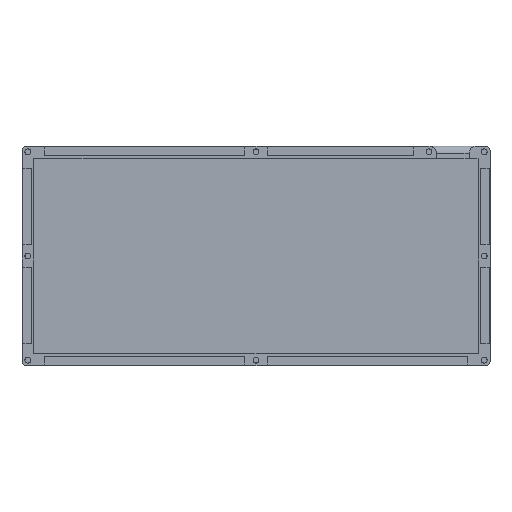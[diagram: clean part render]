
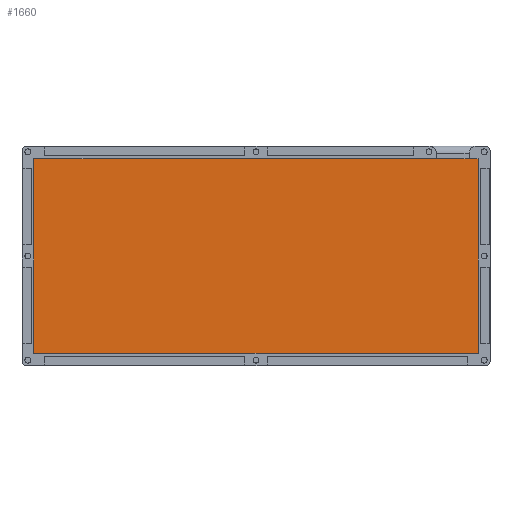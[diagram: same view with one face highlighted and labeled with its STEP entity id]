
A CAD part, top view. The second image highlights one B-rep face of the part: STEP entity #1660.
In plain terms, the highlighted planar face has unit normal (0, 0, 1).
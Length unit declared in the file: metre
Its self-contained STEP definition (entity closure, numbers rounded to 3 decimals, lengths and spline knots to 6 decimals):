
#341=ORIENTED_EDGE('',*,*,#768,.F.);
#342=ORIENTED_EDGE('',*,*,#777,.F.);
#343=ORIENTED_EDGE('',*,*,#775,.T.);
#344=ORIENTED_EDGE('',*,*,#772,.T.);
#768=EDGE_CURVE('',#975,#976,#1129,.T.);
#772=EDGE_CURVE('',#979,#976,#1133,.T.);
#775=EDGE_CURVE('',#980,#979,#1136,.T.);
#777=EDGE_CURVE('',#980,#975,#1138,.T.);
#975=VERTEX_POINT('',#2760);
#976=VERTEX_POINT('',#2762);
#979=VERTEX_POINT('',#2770);
#980=VERTEX_POINT('',#2775);
#1129=LINE('',#2761,#1297);
#1133=LINE('',#2769,#1301);
#1136=LINE('',#2774,#1304);
#1138=LINE('',#2778,#1306);
#1297=VECTOR('',#2166,1.);
#1301=VECTOR('',#2172,1.);
#1304=VECTOR('',#2177,1.);
#1306=VECTOR('',#2181,1.);
#1369=EDGE_LOOP('',(#341,#342,#343,#344));
#1491=FACE_BOUND('',#1369,.T.);
#1604=PLANE('',#1808);
#1660=ADVANCED_FACE('',(#1491),#1604,.T.);
#1808=AXIS2_PLACEMENT_3D('',#2779,#2182,#2183);
#2166=DIRECTION('',(0.,1.,0.));
#2172=DIRECTION('',(-1.,0.,0.));
#2177=DIRECTION('',(0.,1.,0.));
#2181=DIRECTION('',(-1.,0.,0.));
#2182=DIRECTION('',(0.,0.,1.));
#2183=DIRECTION('',(1.,0.,0.));
#2760=CARTESIAN_POINT('',(-0.153,-0.067,0.004));
#2761=CARTESIAN_POINT('',(-0.153,0.,0.004));
#2762=CARTESIAN_POINT('',(-0.153,0.067,0.004));
#2769=CARTESIAN_POINT('',(0.,0.067,0.004));
#2770=CARTESIAN_POINT('',(0.153,0.067,0.004));
#2774=CARTESIAN_POINT('',(0.153,0.,0.004));
#2775=CARTESIAN_POINT('',(0.153,-0.067,0.004));
#2778=CARTESIAN_POINT('',(0.,-0.067,0.004));
#2779=CARTESIAN_POINT('',(0.,0.,0.004));
